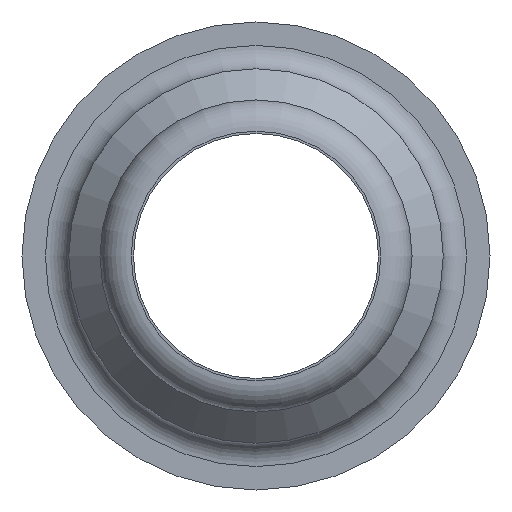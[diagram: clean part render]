
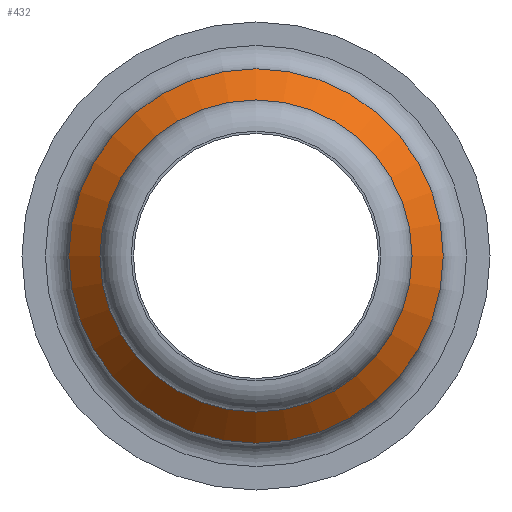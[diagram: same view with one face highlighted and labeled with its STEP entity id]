
A CAD part, left-side view. The second image highlights one B-rep face of the part: STEP entity #432.
In plain terms, the highlighted conical face has half-angle 45 degrees and reference radius 5.5 mm.
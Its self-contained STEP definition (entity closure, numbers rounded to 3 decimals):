
#378=CARTESIAN_POINT('',(5.05,5.0,0.0));
#379=VERTEX_POINT('',#378);
#380=CARTESIAN_POINT('',(5.05,0.0,0.0));
#381=DIRECTION('',(1.0,0.0,0.0));
#382=DIRECTION('',(0.0,1.0,0.0));
#383=AXIS2_PLACEMENT_3D('',#380,#381,#382);
#384=CIRCLE('',#383,5.0);
#385=EDGE_CURVE('',#379,#379,#384,.T.);
#413=CARTESIAN_POINT('',(5.55,0.0,0.0));
#414=DIRECTION('',(1.0,0.0,0.0));
#415=DIRECTION('',(0.0,1.0,0.0));
#416=AXIS2_PLACEMENT_3D('',#413,#414,#415);
#417=CONICAL_SURFACE('',#416,5.5,45.);
#418=CARTESIAN_POINT('',(6.05,6.,0.0));
#419=VERTEX_POINT('',#418);
#420=CARTESIAN_POINT('',(6.05,0.0,0.0));
#421=DIRECTION('',(1.0,0.0,0.0));
#422=DIRECTION('',(0.0,1.0,0.0));
#423=AXIS2_PLACEMENT_3D('',#420,#421,#422);
#424=CIRCLE('',#423,6.);
#425=EDGE_CURVE('',#419,#419,#424,.T.);
#426=ORIENTED_EDGE('',*,*,#425,.F.);
#427=EDGE_LOOP('',(#426));
#428=FACE_OUTER_BOUND('',#427,.T.);
#429=ORIENTED_EDGE('',*,*,#385,.T.);
#430=EDGE_LOOP('',(#429));
#431=FACE_BOUND('',#430,.T.);
#432=ADVANCED_FACE('',(#428,#431),#417,.T.);
